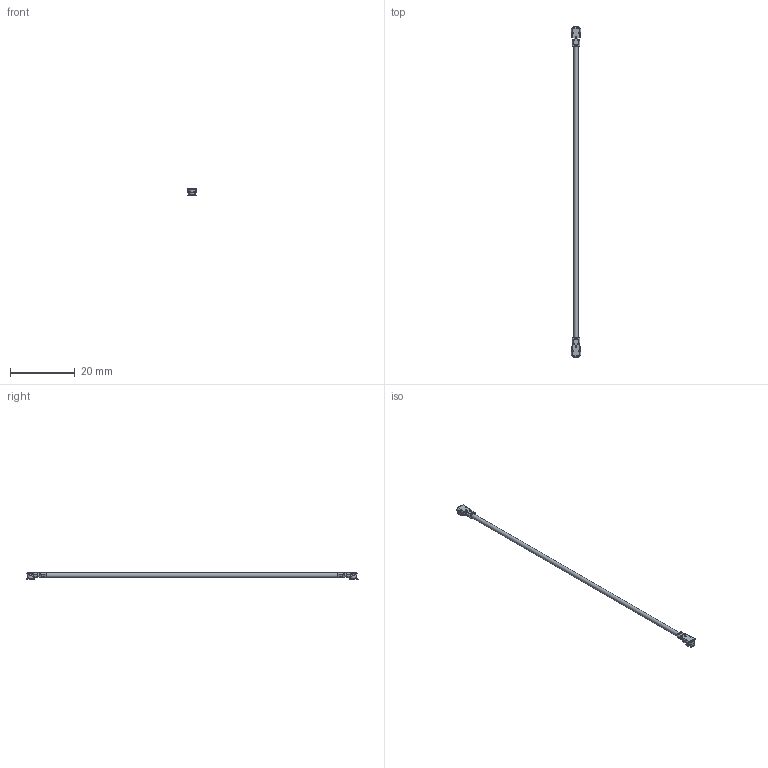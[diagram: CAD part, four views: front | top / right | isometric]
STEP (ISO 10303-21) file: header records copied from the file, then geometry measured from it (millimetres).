
FILE_DESCRIPTION(/* description */ ('Unknown'),/* implementation_level */ '2;1');
FILE_NAME(/* name */ '63620111xxxx',/* time_stamp */ '2020-08-24T15:58:16+02:00',/* author */ ('Unknown'),/* organization */ ('Unknown'),/* preprocessor_version */ 'ST-DEVELOPER v16.7',/* originating_system */ 'DEX',/* authorisation */ $);
FILE_SCHEMA (('AUTOMOTIVE_DESIGN {1 0 10303 214 3 1 1}'));
Products named in the file (13): 636201110100; 1.37 O.D. Micro-cable - Gray; 636199229999; 636199229999_bend; 636199229999_Shell_bend; 636199229999_Shell_embout; Cover_bend; 63619x229999_contact; 636199229999_mir; 636199229999_bend_mir; 636199229999_Shell_bend_mir; 636199229999_Shell_embout_mir; Cover_bend_mir
Assembly tree (13 placements, depth 4):
  636201110100
    1.37 O.D. Micro-cable - Gray
    636199229999
      636199229999_bend
        636199229999_Shell_bend
        636199229999_Shell_embout
      Cover_bend
      63619x229999_contact
    636199229999_mir
      636199229999_bend_mir
        636199229999_Shell_bend_mir
        636199229999_Shell_embout_mir
      Cover_bend_mir
      63619x229999_contact
Bounding box: 3 x 102.68 x 2.1 mm (x, y, z)
Volume: 162.8 mm3; surface area: 2054.3 mm2
Topology: 14 solids, 14 shells, 2241 faces, 5299 edges, 2938 vertices
Faces by surface type: cylinder 863, plane 576, torus 392, bspline 250, sphere 112, cone 48
Full cylindrical faces by diameter (mm): 0.2 x2, 0.306 x2, 0.9 x2, 1.13 x2, 1.37 x1
Entity records: 64868 total; most frequent: CARTESIAN_POINT 16434, DIRECTION 10518, ORIENTED_EDGE 9908, EDGE_CURVE 4954, AXIS2_PLACEMENT_3D 4208, VERTEX_POINT 2830, EDGE_LOOP 2218, FACE_BOUND 2218
